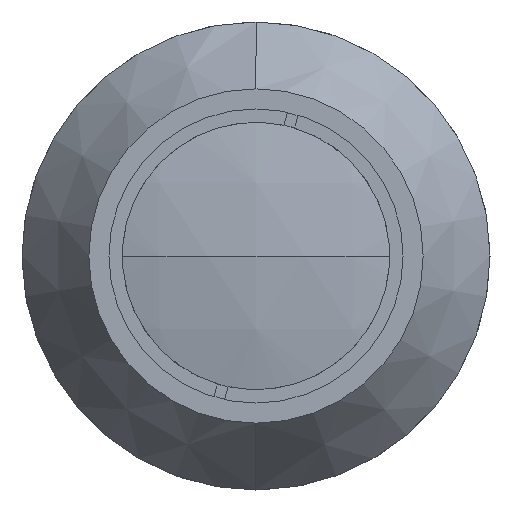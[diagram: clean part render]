
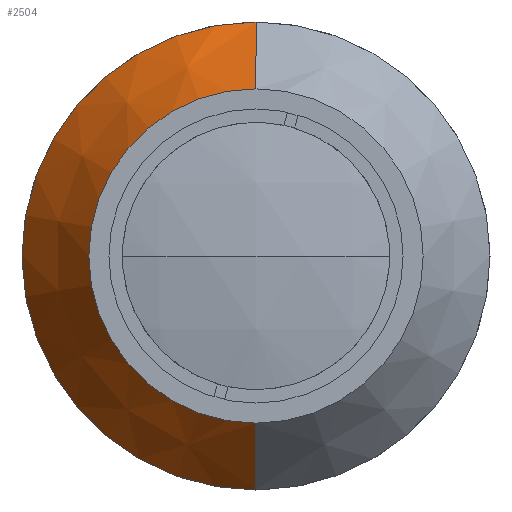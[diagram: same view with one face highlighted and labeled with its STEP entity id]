
A CAD part, left-side view. The second image highlights one B-rep face of the part: STEP entity #2504.
In plain terms, the highlighted conical face has half-angle 35 degrees and reference radius 21 mm.
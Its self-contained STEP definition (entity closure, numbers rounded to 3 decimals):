
#59 = CARTESIAN_POINT ( 'NONE',  ( 15., 0., 15. ) ) ;
#99 = ORIENTED_EDGE ( 'NONE', *, *, #1570, .F. ) ;
#225 = DIRECTION ( 'NONE',  ( 0.819, 0., -0.574 ) ) ;
#256 = CARTESIAN_POINT ( 'NONE',  ( 23.569, 0., 21. ) ) ;
#265 = VERTEX_POINT ( 'NONE', #59 ) ;
#281 = AXIS2_PLACEMENT_3D ( 'NONE', #1389, #2213, #4734 ) ;
#369 = CARTESIAN_POINT ( 'NONE',  ( 15., 0., 0. ) ) ;
#517 = VERTEX_POINT ( 'NONE', #256 ) ;
#980 = DIRECTION ( 'NONE',  ( 0.819, 0., 0.574 ) ) ;
#1074 = AXIS2_PLACEMENT_3D ( 'NONE', #369, #1472, #1896 ) ;
#1312 = ORIENTED_EDGE ( 'NONE', *, *, #3084, .T. ) ;
#1386 = CARTESIAN_POINT ( 'NONE',  ( 23.569, 0., 0. ) ) ;
#1389 = CARTESIAN_POINT ( 'NONE',  ( 23.569, 0., 0. ) ) ;
#1472 = DIRECTION ( 'NONE',  ( -1., 0., 0. ) ) ;
#1570 = EDGE_CURVE ( 'NONE', #3792, #2499, #4037, .T. ) ;
#1896 = DIRECTION ( 'NONE',  ( 0., 0., 1. ) ) ;
#2139 = CARTESIAN_POINT ( 'NONE',  ( 23.569, 0., 21. ) ) ;
#2213 = DIRECTION ( 'NONE',  ( -1., 0., 0. ) ) ;
#2499 = VERTEX_POINT ( 'NONE', #3270 ) ;
#2504 = ADVANCED_FACE ( 'NONE', ( #2895 ), #4573, .T. ) ;
#2756 = VECTOR ( 'NONE', #225, 1000. ) ;
#2840 = VECTOR ( 'NONE', #980, 1000. ) ;
#2858 = EDGE_CURVE ( 'NONE', #265, #3792, #3206, .T. ) ;
#2875 = DIRECTION ( 'NONE',  ( 0., 0., -1. ) ) ;
#2895 = FACE_OUTER_BOUND ( 'NONE', #4054, .T. ) ;
#3084 = EDGE_CURVE ( 'NONE', #517, #2499, #3734, .T. ) ;
#3167 = AXIS2_PLACEMENT_3D ( 'NONE', #1386, #3949, #2875 ) ;
#3206 = CIRCLE ( 'NONE', #1074, 15. ) ;
#3270 = CARTESIAN_POINT ( 'NONE',  ( 23.569, 0., -21. ) ) ;
#3290 = ORIENTED_EDGE ( 'NONE', *, *, #2858, .F. ) ;
#3726 = ORIENTED_EDGE ( 'NONE', *, *, #4348, .T. ) ;
#3734 = CIRCLE ( 'NONE', #281, 21. ) ;
#3792 = VERTEX_POINT ( 'NONE', #4257 ) ;
#3949 = DIRECTION ( 'NONE',  ( 1., 0., 0. ) ) ;
#3952 = LINE ( 'NONE', #2139, #2840 ) ;
#4037 = LINE ( 'NONE', #4059, #2756 ) ;
#4054 = EDGE_LOOP ( 'NONE', ( #3290, #3726, #1312, #99 ) ) ;
#4059 = CARTESIAN_POINT ( 'NONE',  ( 23.569, 0., -21. ) ) ;
#4257 = CARTESIAN_POINT ( 'NONE',  ( 15., 0., -15. ) ) ;
#4348 = EDGE_CURVE ( 'NONE', #265, #517, #3952, .T. ) ;
#4573 = CONICAL_SURFACE ( 'NONE', #3167, 21., 0.611 ) ;
#4734 = DIRECTION ( 'NONE',  ( 0., 0., 1. ) ) ;
